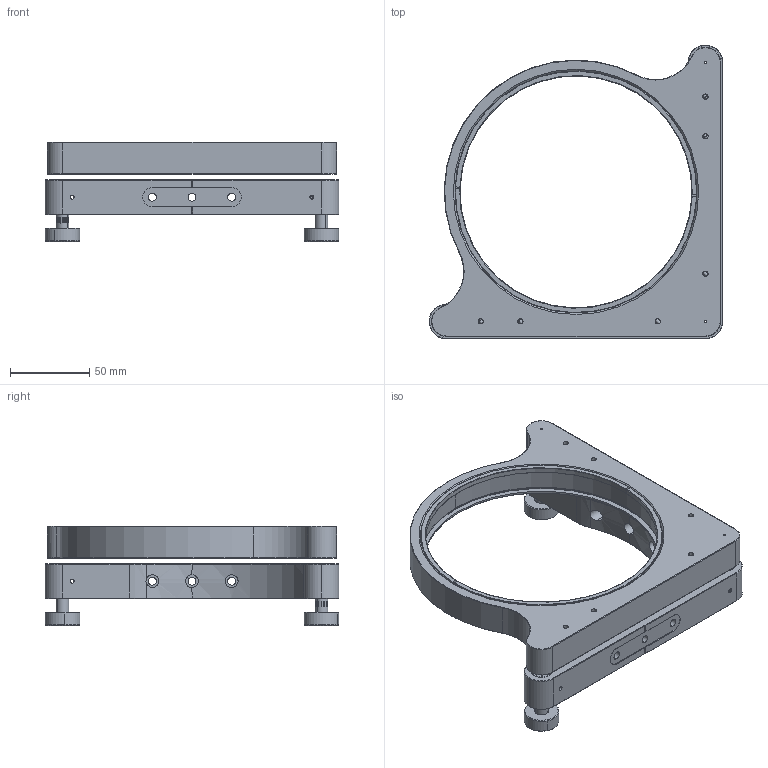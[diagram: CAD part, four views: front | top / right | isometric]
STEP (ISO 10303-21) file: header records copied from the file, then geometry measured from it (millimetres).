
FILE_DESCRIPTION (( 'STEP AP203' ), '1' );
FILE_NAME ('1.1.1.84_ZJB-SM6-2_光学调整架，用于φ6.0英寸光学元件，含一个SM6卡环，两轴.STEP', '2024-04-06T02:59:07', ( '' ), ( '' ), 'SwSTEP 2.0', 'SolidWorks 2021', '' );
FILE_SCHEMA (( 'CONFIG_CONTROL_DESIGN' ));
Length unit declared in the file: millimetre
Products named in the file (1): 1.1.1.84_ZJB-SM6-2_光学调整架，用于φ6.0英寸光学元件，含一个SM6卡环，两轴
Bounding box: 185 x 185 x 62.5 mm (x, y, z)
Surface area: 99811.5 mm2 (no closed solid volume)
Topology: 0 solids, 46 shells, 362 faces, 1086 edges, 741 vertices
Faces by surface type: cylinder 176, plane 102, cone 76, torus 4, bspline 4
Entity records: 18394 total; most frequent: CARTESIAN_POINT 8288, DIRECTION 2259, ORIENTED_EDGE 1835, EDGE_CURVE 1086, AXIS2_PLACEMENT_3D 870, VERTEX_POINT 741, LINE 519, VECTOR 519
